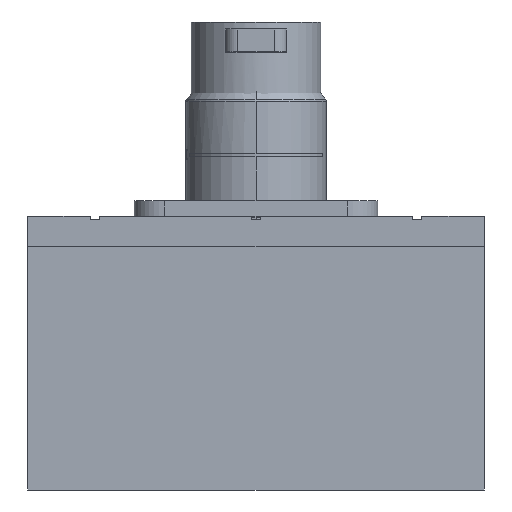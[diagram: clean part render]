
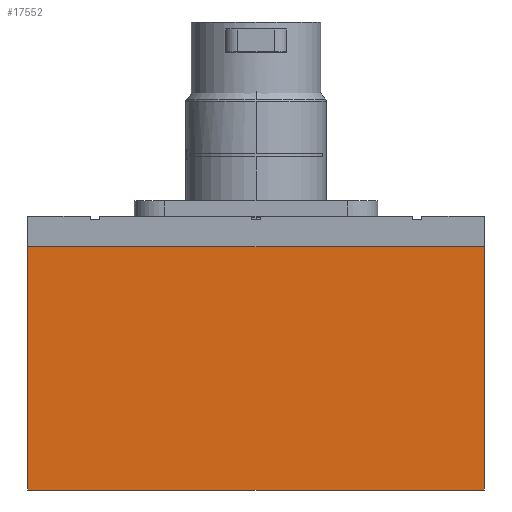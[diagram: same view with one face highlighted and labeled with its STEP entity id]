
A CAD part, front view. The second image highlights one B-rep face of the part: STEP entity #17552.
In plain terms, the highlighted planar face has unit normal (0, -1, 0).
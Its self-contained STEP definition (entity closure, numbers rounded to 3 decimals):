
#183 = EDGE_CURVE ( 'NONE', #22481, #8645, #44773, .T. ) ;
#509 = CARTESIAN_POINT ( 'NONE',  ( -75., -75., 80. ) ) ;
#515 = VECTOR ( 'NONE', #10906, 1000. ) ;
#1936 = CARTESIAN_POINT ( 'NONE',  ( 75., -75., 0. ) ) ;
#2190 = EDGE_CURVE ( 'NONE', #19773, #22481, #45744, .T. ) ;
#2275 = EDGE_CURVE ( 'NONE', #24057, #19773, #19801, .T. ) ;
#2306 = EDGE_CURVE ( 'NONE', #8645, #24057, #5062, .T. ) ;
#5062 = LINE ( 'NONE', #509, #515 ) ;
#5089 = ORIENTED_EDGE ( 'NONE', *, *, #2275, .T. ) ;
#6369 = CARTESIAN_POINT ( 'NONE',  ( -75., -75., 0. ) ) ;
#8199 = ORIENTED_EDGE ( 'NONE', *, *, #2190, .T. ) ;
#8450 = VECTOR ( 'NONE', #22203, 1000. ) ;
#8645 = VERTEX_POINT ( 'NONE', #9581 ) ;
#9581 = CARTESIAN_POINT ( 'NONE',  ( 75., -75., 80. ) ) ;
#10564 = DIRECTION ( 'NONE',  ( 0., -1., 0. ) ) ;
#10906 = DIRECTION ( 'NONE',  ( -1., 0., 0. ) ) ;
#11010 = CARTESIAN_POINT ( 'NONE',  ( -75., -75., 0. ) ) ;
#14045 = ORIENTED_EDGE ( 'NONE', *, *, #2306, .T. ) ;
#15153 = AXIS2_PLACEMENT_3D ( 'NONE', #25652, #10564, #43293 ) ;
#17552 = ADVANCED_FACE ( 'NONE', ( #32470 ), #21528, .T. ) ;
#18444 = CARTESIAN_POINT ( 'NONE',  ( -75., -75., 0. ) ) ;
#19773 = VERTEX_POINT ( 'NONE', #11010 ) ;
#19801 = LINE ( 'NONE', #18444, #8450 ) ;
#20290 = DIRECTION ( 'NONE',  ( 0., 0., 1. ) ) ;
#20519 = CARTESIAN_POINT ( 'NONE',  ( -75., -75., 80. ) ) ;
#21528 = PLANE ( 'NONE',  #15153 ) ;
#22066 = EDGE_LOOP ( 'NONE', ( #5089, #8199, #41197, #14045 ) ) ;
#22203 = DIRECTION ( 'NONE',  ( 0., 0., -1. ) ) ;
#22481 = VERTEX_POINT ( 'NONE', #1936 ) ;
#24057 = VERTEX_POINT ( 'NONE', #20519 ) ;
#25652 = CARTESIAN_POINT ( 'NONE',  ( -75., -75., 0. ) ) ;
#26755 = VECTOR ( 'NONE', #20290, 1000. ) ;
#30679 = CARTESIAN_POINT ( 'NONE',  ( 75., -75., 0. ) ) ;
#32121 = DIRECTION ( 'NONE',  ( 1., 0., 0. ) ) ;
#32470 = FACE_OUTER_BOUND ( 'NONE', #22066, .T. ) ;
#41197 = ORIENTED_EDGE ( 'NONE', *, *, #183, .T. ) ;
#43293 = DIRECTION ( 'NONE',  ( 0., 0., -1. ) ) ;
#44605 = VECTOR ( 'NONE', #32121, 1000. ) ;
#44773 = LINE ( 'NONE', #30679, #26755 ) ;
#45744 = LINE ( 'NONE', #6369, #44605 ) ;
